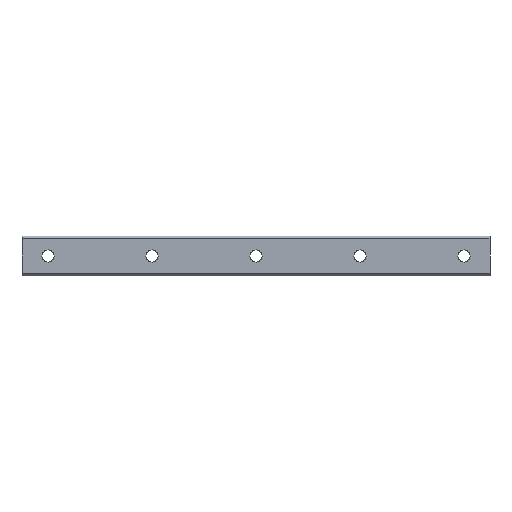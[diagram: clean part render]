
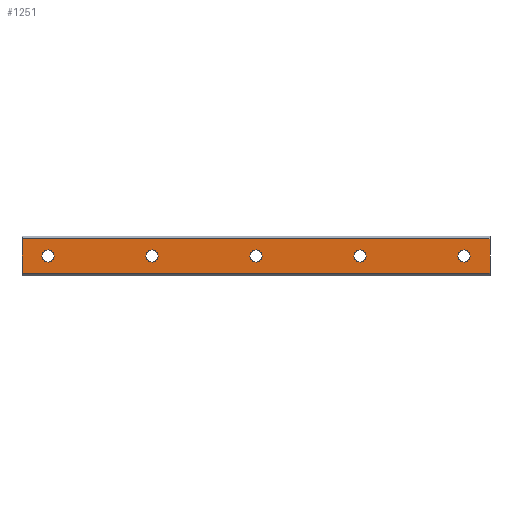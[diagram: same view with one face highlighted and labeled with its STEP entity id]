
A CAD part, front view. The second image highlights one B-rep face of the part: STEP entity #1251.
In plain terms, the highlighted planar face has unit normal (0, -1, 0).
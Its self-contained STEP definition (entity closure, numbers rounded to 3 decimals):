
#1 = VERTEX_POINT ( 'NONE', #955 ) ;
#2 = CARTESIAN_POINT ( 'NONE',  ( 0., 0., 0. ) ) ;
#6 = EDGE_CURVE ( 'NONE', #674, #1429, #299, .T. ) ;
#37 = ORIENTED_EDGE ( 'NONE', *, *, #597, .F. ) ;
#46 = EDGE_LOOP ( 'NONE', ( #1509, #1181 ) ) ;
#47 = LINE ( 'NONE', #421, #1453 ) ;
#54 = CIRCLE ( 'NONE', #1256, 3.5 ) ;
#62 = CARTESIAN_POINT ( 'NONE',  ( 120., 0., 3.5 ) ) ;
#71 = CARTESIAN_POINT ( 'NONE',  ( 180., 0., 0. ) ) ;
#76 = FACE_BOUND ( 'NONE', #559, .T. ) ;
#83 = CARTESIAN_POINT ( 'NONE',  ( 60., 0., 0. ) ) ;
#85 = EDGE_CURVE ( 'NONE', #1309, #956, #1451, .T. ) ;
#117 = ORIENTED_EDGE ( 'NONE', *, *, #1368, .F. ) ;
#124 = VERTEX_POINT ( 'NONE', #1386 ) ;
#160 = ORIENTED_EDGE ( 'NONE', *, *, #1180, .F. ) ;
#165 = ORIENTED_EDGE ( 'NONE', *, *, #927, .F. ) ;
#167 = VERTEX_POINT ( 'NONE', #994 ) ;
#191 = CIRCLE ( 'NONE', #627, 3.5 ) ;
#210 = CIRCLE ( 'NONE', #1161, 3.5 ) ;
#233 = ORIENTED_EDGE ( 'NONE', *, *, #610, .F. ) ;
#252 = CARTESIAN_POINT ( 'NONE',  ( 240., 0., 0. ) ) ;
#262 = DIRECTION ( 'NONE',  ( 0., 0., 1. ) ) ;
#267 = ORIENTED_EDGE ( 'NONE', *, *, #1550, .F. ) ;
#290 = ORIENTED_EDGE ( 'NONE', *, *, #6, .F. ) ;
#299 = LINE ( 'NONE', #334, #1482 ) ;
#308 = CIRCLE ( 'NONE', #505, 3.5 ) ;
#313 = CARTESIAN_POINT ( 'NONE',  ( 60., 0., -3.5 ) ) ;
#320 = CARTESIAN_POINT ( 'NONE',  ( 0., 0., 3.5 ) ) ;
#334 = CARTESIAN_POINT ( 'NONE',  ( -15., 0., 9.9 ) ) ;
#336 = EDGE_CURVE ( 'NONE', #1614, #1098, #308, .T. ) ;
#338 = EDGE_CURVE ( 'NONE', #1, #1222, #47, .T. ) ;
#344 = DIRECTION ( 'NONE',  ( 0., 0., 1. ) ) ;
#348 = DIRECTION ( 'NONE',  ( 0., 1., 0. ) ) ;
#363 = DIRECTION ( 'NONE',  ( 0., -1., 0. ) ) ;
#378 = DIRECTION ( 'NONE',  ( 0., -1., 0. ) ) ;
#387 = CARTESIAN_POINT ( 'NONE',  ( 180., 0., 0. ) ) ;
#421 = CARTESIAN_POINT ( 'NONE',  ( 255., 0., 9.9 ) ) ;
#436 = CARTESIAN_POINT ( 'NONE',  ( -15., 0., 9.9 ) ) ;
#448 = EDGE_LOOP ( 'NONE', ( #267, #160 ) ) ;
#456 = ORIENTED_EDGE ( 'NONE', *, *, #783, .F. ) ;
#475 = FACE_BOUND ( 'NONE', #448, .T. ) ;
#493 = CIRCLE ( 'NONE', #1634, 3.5 ) ;
#505 = AXIS2_PLACEMENT_3D ( 'NONE', #1439, #810, #681 ) ;
#515 = CARTESIAN_POINT ( 'NONE',  ( 255., 0., 9.9 ) ) ;
#516 = AXIS2_PLACEMENT_3D ( 'NONE', #83, #856, #1373 ) ;
#526 = EDGE_LOOP ( 'NONE', ( #456, #577, #37, #290 ) ) ;
#547 = VERTEX_POINT ( 'NONE', #1158 ) ;
#559 = EDGE_LOOP ( 'NONE', ( #1486, #618 ) ) ;
#563 = LINE ( 'NONE', #1201, #661 ) ;
#564 = DIRECTION ( 'NONE',  ( 0., 0., 1. ) ) ;
#577 = ORIENTED_EDGE ( 'NONE', *, *, #338, .F. ) ;
#580 = EDGE_LOOP ( 'NONE', ( #165, #233 ) ) ;
#582 = DIRECTION ( 'NONE',  ( 0., -1., 0. ) ) ;
#583 = CARTESIAN_POINT ( 'NONE',  ( 60., 0., 0. ) ) ;
#597 = EDGE_CURVE ( 'NONE', #1429, #1, #1683, .T. ) ;
#598 = FACE_BOUND ( 'NONE', #580, .T. ) ;
#604 = AXIS2_PLACEMENT_3D ( 'NONE', #2, #363, #1157 ) ;
#606 = EDGE_LOOP ( 'NONE', ( #117, #1254 ) ) ;
#610 = EDGE_CURVE ( 'NONE', #167, #1235, #210, .T. ) ;
#618 = ORIENTED_EDGE ( 'NONE', *, *, #85, .F. ) ;
#627 = AXIS2_PLACEMENT_3D ( 'NONE', #960, #1465, #564 ) ;
#652 = CIRCLE ( 'NONE', #516, 3.5 ) ;
#661 = VECTOR ( 'NONE', #1425, 1000. ) ;
#668 = CARTESIAN_POINT ( 'NONE',  ( 240., 0., -3.5 ) ) ;
#674 = VERTEX_POINT ( 'NONE', #1554 ) ;
#681 = DIRECTION ( 'NONE',  ( 0., 0., 1. ) ) ;
#698 = DIRECTION ( 'NONE',  ( 0., 0., -1. ) ) ;
#725 = AXIS2_PLACEMENT_3D ( 'NONE', #1522, #378, #881 ) ;
#734 = AXIS2_PLACEMENT_3D ( 'NONE', #583, #1104, #344 ) ;
#776 = DIRECTION ( 'NONE',  ( 0., -1., 0. ) ) ;
#783 = EDGE_CURVE ( 'NONE', #1222, #674, #563, .T. ) ;
#810 = DIRECTION ( 'NONE',  ( 0., -1., 0. ) ) ;
#834 = CARTESIAN_POINT ( 'NONE',  ( 255., 0., -9.9 ) ) ;
#856 = DIRECTION ( 'NONE',  ( 0., -1., 0. ) ) ;
#857 = DIRECTION ( 'NONE',  ( 0., 0., 1. ) ) ;
#881 = DIRECTION ( 'NONE',  ( 0., 0., 1. ) ) ;
#885 = DIRECTION ( 'NONE',  ( 0., -1., 0. ) ) ;
#911 = CARTESIAN_POINT ( 'NONE',  ( 120., 0., 0. ) ) ;
#927 = EDGE_CURVE ( 'NONE', #1235, #167, #1021, .T. ) ;
#955 = CARTESIAN_POINT ( 'NONE',  ( 255., 0., 9.9 ) ) ;
#956 = VERTEX_POINT ( 'NONE', #320 ) ;
#960 = CARTESIAN_POINT ( 'NONE',  ( 120., 0., 0. ) ) ;
#980 = FACE_BOUND ( 'NONE', #606, .T. ) ;
#994 = CARTESIAN_POINT ( 'NONE',  ( 180., 0., -3.5 ) ) ;
#998 = PLANE ( 'NONE',  #1467 ) ;
#1021 = CIRCLE ( 'NONE', #1234, 3.5 ) ;
#1098 = VERTEX_POINT ( 'NONE', #668 ) ;
#1104 = DIRECTION ( 'NONE',  ( 0., -1., 0. ) ) ;
#1143 = DIRECTION ( 'NONE',  ( 0., 0., 1. ) ) ;
#1157 = DIRECTION ( 'NONE',  ( 0., 0., 1. ) ) ;
#1158 = CARTESIAN_POINT ( 'NONE',  ( 120., 0., -3.5 ) ) ;
#1161 = AXIS2_PLACEMENT_3D ( 'NONE', #387, #1422, #262 ) ;
#1180 = EDGE_CURVE ( 'NONE', #1598, #124, #652, .T. ) ;
#1181 = ORIENTED_EDGE ( 'NONE', *, *, #1303, .F. ) ;
#1201 = CARTESIAN_POINT ( 'NONE',  ( 255., 0., -9.9 ) ) ;
#1215 = VECTOR ( 'NONE', #1556, 1000. ) ;
#1222 = VERTEX_POINT ( 'NONE', #834 ) ;
#1234 = AXIS2_PLACEMENT_3D ( 'NONE', #71, #582, #1483 ) ;
#1235 = VERTEX_POINT ( 'NONE', #1393 ) ;
#1239 = CARTESIAN_POINT ( 'NONE',  ( 240., 0., 3.5 ) ) ;
#1251 = ADVANCED_FACE ( 'NONE', ( #1643, #76, #1487, #598, #980, #475 ), #998, .F. ) ;
#1254 = ORIENTED_EDGE ( 'NONE', *, *, #1450, .F. ) ;
#1256 = AXIS2_PLACEMENT_3D ( 'NONE', #252, #885, #1561 ) ;
#1296 = EDGE_CURVE ( 'NONE', #956, #1309, #1325, .T. ) ;
#1303 = EDGE_CURVE ( 'NONE', #1098, #1614, #54, .T. ) ;
#1309 = VERTEX_POINT ( 'NONE', #1540 ) ;
#1325 = CIRCLE ( 'NONE', #604, 3.5 ) ;
#1357 = CIRCLE ( 'NONE', #734, 3.5 ) ;
#1368 = EDGE_CURVE ( 'NONE', #1600, #547, #493, .T. ) ;
#1373 = DIRECTION ( 'NONE',  ( 0., 0., 1. ) ) ;
#1385 = DIRECTION ( 'NONE',  ( 0., 0., 1. ) ) ;
#1386 = CARTESIAN_POINT ( 'NONE',  ( 60., 0., 3.5 ) ) ;
#1393 = CARTESIAN_POINT ( 'NONE',  ( 180., 0., 3.5 ) ) ;
#1422 = DIRECTION ( 'NONE',  ( 0., -1., 0. ) ) ;
#1425 = DIRECTION ( 'NONE',  ( -1., 0., 0. ) ) ;
#1429 = VERTEX_POINT ( 'NONE', #436 ) ;
#1439 = CARTESIAN_POINT ( 'NONE',  ( 240., 0., 0. ) ) ;
#1450 = EDGE_CURVE ( 'NONE', #547, #1600, #191, .T. ) ;
#1451 = CIRCLE ( 'NONE', #725, 3.5 ) ;
#1453 = VECTOR ( 'NONE', #698, 1000. ) ;
#1465 = DIRECTION ( 'NONE',  ( 0., -1., 0. ) ) ;
#1467 = AXIS2_PLACEMENT_3D ( 'NONE', #1520, #348, #1385 ) ;
#1482 = VECTOR ( 'NONE', #857, 1000. ) ;
#1483 = DIRECTION ( 'NONE',  ( 0., 0., 1. ) ) ;
#1486 = ORIENTED_EDGE ( 'NONE', *, *, #1296, .F. ) ;
#1487 = FACE_BOUND ( 'NONE', #46, .T. ) ;
#1509 = ORIENTED_EDGE ( 'NONE', *, *, #336, .F. ) ;
#1520 = CARTESIAN_POINT ( 'NONE',  ( 255., 0., 9.9 ) ) ;
#1522 = CARTESIAN_POINT ( 'NONE',  ( 0., 0., 0. ) ) ;
#1540 = CARTESIAN_POINT ( 'NONE',  ( 0., 0., -3.5 ) ) ;
#1550 = EDGE_CURVE ( 'NONE', #124, #1598, #1357, .T. ) ;
#1554 = CARTESIAN_POINT ( 'NONE',  ( -15., 0., -9.9 ) ) ;
#1556 = DIRECTION ( 'NONE',  ( 1., 0., 0. ) ) ;
#1561 = DIRECTION ( 'NONE',  ( 0., 0., 1. ) ) ;
#1598 = VERTEX_POINT ( 'NONE', #313 ) ;
#1600 = VERTEX_POINT ( 'NONE', #62 ) ;
#1614 = VERTEX_POINT ( 'NONE', #1239 ) ;
#1634 = AXIS2_PLACEMENT_3D ( 'NONE', #911, #776, #1143 ) ;
#1643 = FACE_OUTER_BOUND ( 'NONE', #526, .T. ) ;
#1683 = LINE ( 'NONE', #515, #1215 ) ;
